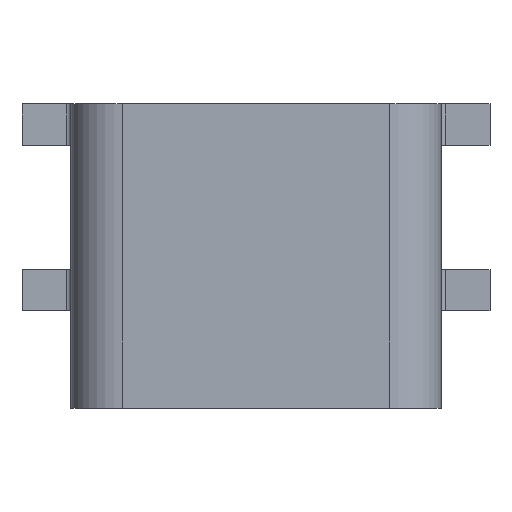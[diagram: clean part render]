
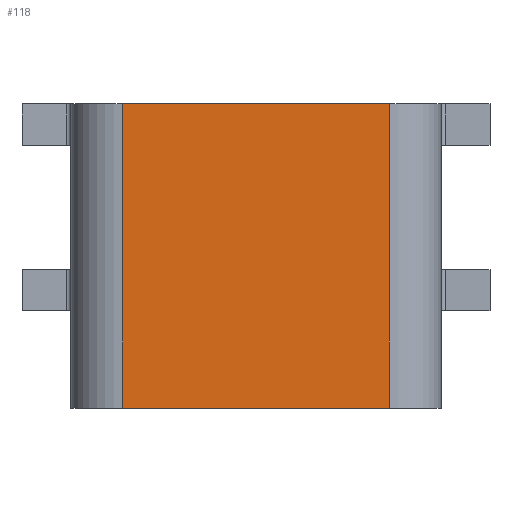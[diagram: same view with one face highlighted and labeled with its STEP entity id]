
A CAD part, top view. The second image highlights one B-rep face of the part: STEP entity #118.
In plain terms, the highlighted planar face has unit normal (0, 0, 1).
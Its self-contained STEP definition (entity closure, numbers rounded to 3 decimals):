
#118 = ADVANCED_FACE( '', ( #265 ), #266, .F. );
#265 = FACE_OUTER_BOUND( '', #436, .T. );
#266 = PLANE( '', #437 );
#436 = EDGE_LOOP( '', ( #751, #752, #753, #754 ) );
#437 = AXIS2_PLACEMENT_3D( '', #755, #756, #757 );
#751 = ORIENTED_EDGE( '', *, *, #1157, .T. );
#752 = ORIENTED_EDGE( '', *, *, #1180, .T. );
#753 = ORIENTED_EDGE( '', *, *, #1080, .F. );
#754 = ORIENTED_EDGE( '', *, *, #1181, .T. );
#755 = CARTESIAN_POINT( '', ( 4.47, -2.85, 1.58 ) );
#756 = DIRECTION( '', ( 0., 0., -1. ) );
#757 = DIRECTION( '', ( -1., 0., 0. ) );
#1080 = EDGE_CURVE( '', #1303, #1305, #1306, .T. );
#1157 = EDGE_CURVE( '', #1432, #1430, #1433, .T. );
#1180 = EDGE_CURVE( '', #1430, #1305, #1467, .F. );
#1181 = EDGE_CURVE( '', #1303, #1432, #1468, .T. );
#1303 = VERTEX_POINT( '', #1622 );
#1305 = VERTEX_POINT( '', #1624 );
#1306 = LINE( '', #1625, #1626 );
#1430 = VERTEX_POINT( '', #1796 );
#1432 = VERTEX_POINT( '', #1798 );
#1433 = LINE( '', #1799, #1800 );
#1467 = LINE( '', #1846, #1847 );
#1468 = LINE( '', #1848, #1849 );
#1622 = CARTESIAN_POINT( '', ( 3.22, -2.85, 1.58 ) );
#1624 = CARTESIAN_POINT( '', ( -3.22, -2.85, 1.58 ) );
#1625 = CARTESIAN_POINT( '', ( 4.47, -2.85, 1.58 ) );
#1626 = VECTOR( '', #2014, 1000. );
#1796 = CARTESIAN_POINT( '', ( -3.22, 4.5, 1.58 ) );
#1798 = CARTESIAN_POINT( '', ( 3.22, 4.5, 1.58 ) );
#1799 = CARTESIAN_POINT( '', ( 4.47, 4.5, 1.58 ) );
#1800 = VECTOR( '', #2115, 1000. );
#1846 = CARTESIAN_POINT( '', ( -3.22, -2.85, 1.58 ) );
#1847 = VECTOR( '', #2143, 1000. );
#1848 = CARTESIAN_POINT( '', ( 3.22, -2.85, 1.58 ) );
#1849 = VECTOR( '', #2144, 1000. );
#2014 = DIRECTION( '', ( -1., 0., 0. ) );
#2115 = DIRECTION( '', ( -1., 0., 0. ) );
#2143 = DIRECTION( '', ( 0., 1., 0. ) );
#2144 = DIRECTION( '', ( 0., 1., 0. ) );
